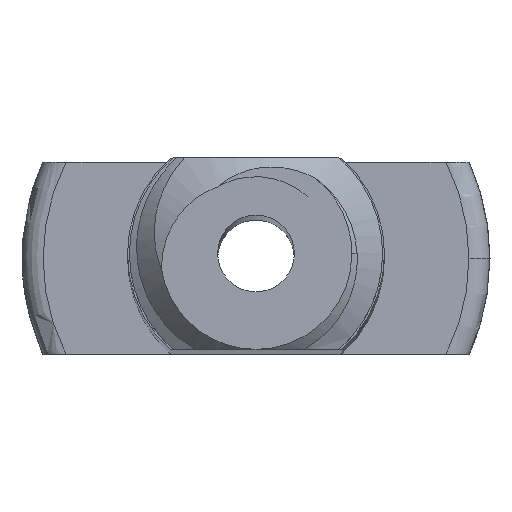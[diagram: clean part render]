
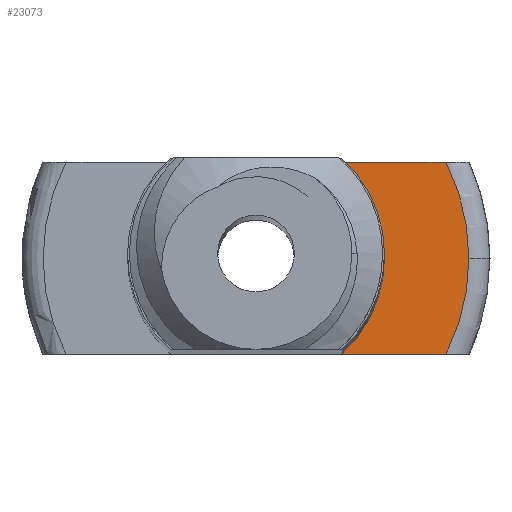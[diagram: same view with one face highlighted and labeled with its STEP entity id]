
A CAD part, top view. The second image highlights one B-rep face of the part: STEP entity #23073.
In plain terms, the highlighted planar face has unit normal (0, 0, 1).
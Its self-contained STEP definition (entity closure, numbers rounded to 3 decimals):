
#5362 = PLANE('',#5363);
#5363 = AXIS2_PLACEMENT_3D('',#5364,#5365,#5366);
#5364 = CARTESIAN_POINT('',(-12.5,-2.5,200.));
#5365 = DIRECTION('',(0.,1.,0.));
#5366 = DIRECTION('',(-1.,0.,0.));
#6151 = PLANE('',#6152);
#6152 = AXIS2_PLACEMENT_3D('',#6153,#6154,#6155);
#6153 = CARTESIAN_POINT('',(-12.5,2.5,200.));
#6154 = DIRECTION('',(0.,-1.,0.));
#6155 = DIRECTION('',(1.,0.,0.));
#8502 = VERTEX_POINT('',#8503);
#8503 = CARTESIAN_POINT('',(4.955,-2.5,0.));
#8555 = TOROIDAL_SURFACE('',#8556,5.55,0.55);
#8556 = AXIS2_PLACEMENT_3D('',#8557,#8558,#8559);
#8557 = CARTESIAN_POINT('',(0.,0.,-0.55)
  );
#8558 = DIRECTION('',(0.,0.,1.));
#8559 = DIRECTION('',(1.,0.,0.));
#8586 = EDGE_CURVE('',#8587,#8502,#8589,.T.);
#8587 = VERTEX_POINT('',#8588);
#8588 = CARTESIAN_POINT('',(2.23,-2.5,0.));
#8589 = SURFACE_CURVE('',#8590,(#8594,#8601),.PCURVE_S1.);
#8590 = LINE('',#8591,#8592);
#8591 = CARTESIAN_POINT('',(-6.25,-2.5,0.));
#8592 = VECTOR('',#8593,1.);
#8593 = DIRECTION('',(1.,0.,0.));
#8594 = PCURVE('',#5362,#8595);
#8595 = DEFINITIONAL_REPRESENTATION('',(#8596),#8600);
#8596 = LINE('',#8597,#8598);
#8597 = CARTESIAN_POINT('',(-6.25,-200.));
#8598 = VECTOR('',#8599,1.);
#8599 = DIRECTION('',(-1.,0.));
#8600 = ( GEOMETRIC_REPRESENTATION_CONTEXT(2) 
PARAMETRIC_REPRESENTATION_CONTEXT() REPRESENTATION_CONTEXT('2D SPACE',''
  ) );
#8601 = PCURVE('',#8602,#8607);
#8602 = PLANE('',#8603);
#8603 = AXIS2_PLACEMENT_3D('',#8604,#8605,#8606);
#8604 = CARTESIAN_POINT('',(0.,0.,
    0.));
#8605 = DIRECTION('',(0.,0.,-1.));
#8606 = DIRECTION('',(1.,0.,0.));
#8607 = DEFINITIONAL_REPRESENTATION('',(#8608),#8612);
#8608 = LINE('',#8609,#8610);
#8609 = CARTESIAN_POINT('',(-6.25,2.5));
#8610 = VECTOR('',#8611,1.);
#8611 = DIRECTION('',(1.,0.));
#8612 = ( GEOMETRIC_REPRESENTATION_CONTEXT(2) 
PARAMETRIC_REPRESENTATION_CONTEXT() REPRESENTATION_CONTEXT('2D SPACE',''
  ) );
#8630 = CYLINDRICAL_SURFACE('',#8631,3.35);
#8631 = AXIS2_PLACEMENT_3D('',#8632,#8633,#8634);
#8632 = CARTESIAN_POINT('',(0.,0.,
    64.225));
#8633 = DIRECTION('',(0.,0.,-1.));
#8634 = DIRECTION('',(1.,0.,0.));
#20425 = TOROIDAL_SURFACE('',#20426,5.55,0.55);
#20426 = AXIS2_PLACEMENT_3D('',#20427,#20428,#20429);
#20427 = CARTESIAN_POINT('',(0.,0.,-0.55
    ));
#20428 = DIRECTION('',(0.,0.,1.));
#20429 = DIRECTION('',(1.,0.,0.));
#22129 = VERTEX_POINT('',#22130);
#22130 = CARTESIAN_POINT('',(4.955,2.5,0.));
#22208 = EDGE_CURVE('',#22209,#22129,#22211,.T.);
#22209 = VERTEX_POINT('',#22210);
#22210 = CARTESIAN_POINT('',(2.23,2.5,0.));
#22211 = SURFACE_CURVE('',#22212,(#22216,#22223),.PCURVE_S1.);
#22212 = LINE('',#22213,#22214);
#22213 = CARTESIAN_POINT('',(-6.25,2.5,0.));
#22214 = VECTOR('',#22215,1.);
#22215 = DIRECTION('',(1.,0.,0.));
#22216 = PCURVE('',#6151,#22217);
#22217 = DEFINITIONAL_REPRESENTATION('',(#22218),#22222);
#22218 = LINE('',#22219,#22220);
#22219 = CARTESIAN_POINT('',(6.25,-200.));
#22220 = VECTOR('',#22221,1.);
#22221 = DIRECTION('',(1.,0.));
#22222 = ( GEOMETRIC_REPRESENTATION_CONTEXT(2) 
PARAMETRIC_REPRESENTATION_CONTEXT() REPRESENTATION_CONTEXT('2D SPACE',''
  ) );
#22223 = PCURVE('',#8602,#22224);
#22224 = DEFINITIONAL_REPRESENTATION('',(#22225),#22229);
#22225 = LINE('',#22226,#22227);
#22226 = CARTESIAN_POINT('',(-6.25,-2.5));
#22227 = VECTOR('',#22228,1.);
#22228 = DIRECTION('',(1.,0.));
#22229 = ( GEOMETRIC_REPRESENTATION_CONTEXT(2) 
PARAMETRIC_REPRESENTATION_CONTEXT() REPRESENTATION_CONTEXT('2D SPACE',''
  ) );
#22245 = CYLINDRICAL_SURFACE('',#22246,3.35);
#22246 = AXIS2_PLACEMENT_3D('',#22247,#22248,#22249);
#22247 = CARTESIAN_POINT('',(0.,0.,
    64.225));
#22248 = DIRECTION('',(0.,0.,-1.));
#22249 = DIRECTION('',(1.,0.,0.));
#23000 = VERTEX_POINT('',#23001);
#23001 = CARTESIAN_POINT('',(3.35,0.,0.
    ));
#23024 = EDGE_CURVE('',#23000,#8587,#23025,.T.);
#23025 = SURFACE_CURVE('',#23026,(#23031,#23038),.PCURVE_S1.);
#23026 = CIRCLE('',#23027,3.35);
#23027 = AXIS2_PLACEMENT_3D('',#23028,#23029,#23030);
#23028 = CARTESIAN_POINT('',(0.,0.,
    0.));
#23029 = DIRECTION('',(0.,0.,-1.));
#23030 = DIRECTION('',(1.,0.,0.));
#23031 = PCURVE('',#8630,#23032);
#23032 = DEFINITIONAL_REPRESENTATION('',(#23033),#23037);
#23033 = LINE('',#23034,#23035);
#23034 = CARTESIAN_POINT('',(0.,64.225));
#23035 = VECTOR('',#23036,1.);
#23036 = DIRECTION('',(1.,0.));
#23037 = ( GEOMETRIC_REPRESENTATION_CONTEXT(2) 
PARAMETRIC_REPRESENTATION_CONTEXT() REPRESENTATION_CONTEXT('2D SPACE',''
  ) );
#23038 = PCURVE('',#8602,#23039);
#23039 = DEFINITIONAL_REPRESENTATION('',(#23040),#23044);
#23040 = CIRCLE('',#23041,3.35);
#23041 = AXIS2_PLACEMENT_2D('',#23042,#23043);
#23042 = CARTESIAN_POINT('',(0.,0.));
#23043 = DIRECTION('',(1.,0.));
#23044 = ( GEOMETRIC_REPRESENTATION_CONTEXT(2) 
PARAMETRIC_REPRESENTATION_CONTEXT() REPRESENTATION_CONTEXT('2D SPACE',''
  ) );
#23073 = ADVANCED_FACE('',(#23074),#8602,.F.);
#23074 = FACE_BOUND('',#23075,.T.);
#23075 = EDGE_LOOP('',(#23076,#23077,#23099,#23100,#23101,#23125));
#23076 = ORIENTED_EDGE('',*,*,#22208,.F.);
#23077 = ORIENTED_EDGE('',*,*,#23078,.T.);
#23078 = EDGE_CURVE('',#22209,#23000,#23079,.T.);
#23079 = SURFACE_CURVE('',#23080,(#23085,#23092),.PCURVE_S1.);
#23080 = CIRCLE('',#23081,3.35);
#23081 = AXIS2_PLACEMENT_3D('',#23082,#23083,#23084);
#23082 = CARTESIAN_POINT('',(0.,0.,
    0.));
#23083 = DIRECTION('',(0.,0.,-1.));
#23084 = DIRECTION('',(1.,0.,0.));
#23085 = PCURVE('',#8602,#23086);
#23086 = DEFINITIONAL_REPRESENTATION('',(#23087),#23091);
#23087 = CIRCLE('',#23088,3.35);
#23088 = AXIS2_PLACEMENT_2D('',#23089,#23090);
#23089 = CARTESIAN_POINT('',(0.,0.));
#23090 = DIRECTION('',(1.,0.));
#23091 = ( GEOMETRIC_REPRESENTATION_CONTEXT(2) 
PARAMETRIC_REPRESENTATION_CONTEXT() REPRESENTATION_CONTEXT('2D SPACE',''
  ) );
#23092 = PCURVE('',#22245,#23093);
#23093 = DEFINITIONAL_REPRESENTATION('',(#23094),#23098);
#23094 = LINE('',#23095,#23096);
#23095 = CARTESIAN_POINT('',(0.,64.225));
#23096 = VECTOR('',#23097,1.);
#23097 = DIRECTION('',(1.,0.));
#23098 = ( GEOMETRIC_REPRESENTATION_CONTEXT(2) 
PARAMETRIC_REPRESENTATION_CONTEXT() REPRESENTATION_CONTEXT('2D SPACE',''
  ) );
#23099 = ORIENTED_EDGE('',*,*,#23024,.T.);
#23100 = ORIENTED_EDGE('',*,*,#8586,.T.);
#23101 = ORIENTED_EDGE('',*,*,#23102,.F.);
#23102 = EDGE_CURVE('',#23103,#8502,#23105,.T.);
#23103 = VERTEX_POINT('',#23104);
#23104 = CARTESIAN_POINT('',(5.55,0.,0.
    ));
#23105 = SURFACE_CURVE('',#23106,(#23111,#23118),.PCURVE_S1.);
#23106 = CIRCLE('',#23107,5.55);
#23107 = AXIS2_PLACEMENT_3D('',#23108,#23109,#23110);
#23108 = CARTESIAN_POINT('',(0.,0.,
    0.));
#23109 = DIRECTION('',(0.,0.,-1.));
#23110 = DIRECTION('',(1.,0.,0.));
#23111 = PCURVE('',#8602,#23112);
#23112 = DEFINITIONAL_REPRESENTATION('',(#23113),#23117);
#23113 = CIRCLE('',#23114,5.55);
#23114 = AXIS2_PLACEMENT_2D('',#23115,#23116);
#23115 = CARTESIAN_POINT('',(0.,0.));
#23116 = DIRECTION('',(1.,0.));
#23117 = ( GEOMETRIC_REPRESENTATION_CONTEXT(2) 
PARAMETRIC_REPRESENTATION_CONTEXT() REPRESENTATION_CONTEXT('2D SPACE',''
  ) );
#23118 = PCURVE('',#8555,#23119);
#23119 = DEFINITIONAL_REPRESENTATION('',(#23120),#23124);
#23120 = LINE('',#23121,#23122);
#23121 = CARTESIAN_POINT('',(-0.,7.854));
#23122 = VECTOR('',#23123,1.);
#23123 = DIRECTION('',(-1.,0.));
#23124 = ( GEOMETRIC_REPRESENTATION_CONTEXT(2) 
PARAMETRIC_REPRESENTATION_CONTEXT() REPRESENTATION_CONTEXT('2D SPACE',''
  ) );
#23125 = ORIENTED_EDGE('',*,*,#23126,.F.);
#23126 = EDGE_CURVE('',#22129,#23103,#23127,.T.);
#23127 = SURFACE_CURVE('',#23128,(#23133,#23140),.PCURVE_S1.);
#23128 = CIRCLE('',#23129,5.55);
#23129 = AXIS2_PLACEMENT_3D('',#23130,#23131,#23132);
#23130 = CARTESIAN_POINT('',(0.,0.,
    0.));
#23131 = DIRECTION('',(0.,0.,-1.));
#23132 = DIRECTION('',(1.,0.,0.));
#23133 = PCURVE('',#8602,#23134);
#23134 = DEFINITIONAL_REPRESENTATION('',(#23135),#23139);
#23135 = CIRCLE('',#23136,5.55);
#23136 = AXIS2_PLACEMENT_2D('',#23137,#23138);
#23137 = CARTESIAN_POINT('',(0.,0.));
#23138 = DIRECTION('',(1.,0.));
#23139 = ( GEOMETRIC_REPRESENTATION_CONTEXT(2) 
PARAMETRIC_REPRESENTATION_CONTEXT() REPRESENTATION_CONTEXT('2D SPACE',''
  ) );
#23140 = PCURVE('',#20425,#23141);
#23141 = DEFINITIONAL_REPRESENTATION('',(#23142),#23146);
#23142 = LINE('',#23143,#23144);
#23143 = CARTESIAN_POINT('',(-0.,7.854));
#23144 = VECTOR('',#23145,1.);
#23145 = DIRECTION('',(-1.,0.));
#23146 = ( GEOMETRIC_REPRESENTATION_CONTEXT(2) 
PARAMETRIC_REPRESENTATION_CONTEXT() REPRESENTATION_CONTEXT('2D SPACE',''
  ) );
